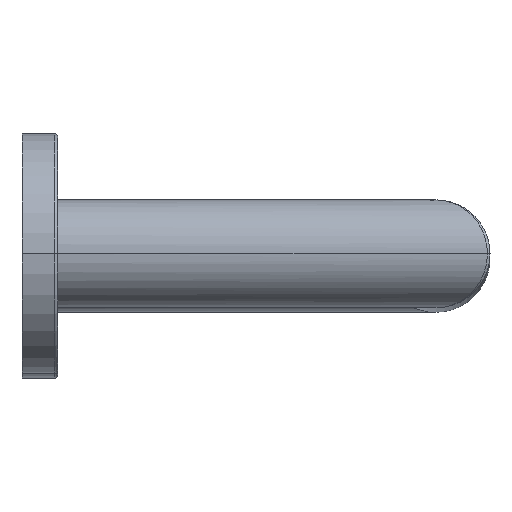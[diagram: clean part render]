
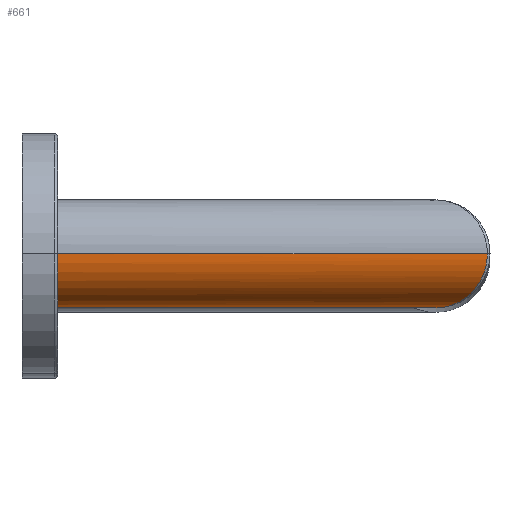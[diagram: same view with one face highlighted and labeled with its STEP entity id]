
A CAD part, top view. The second image highlights one B-rep face of the part: STEP entity #661.
In plain terms, the highlighted cylindrical face has radius 9.995 mm (diameter 19.99 mm), a partial arc.
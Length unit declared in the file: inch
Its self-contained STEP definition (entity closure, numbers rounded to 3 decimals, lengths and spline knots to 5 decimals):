
#7=DIRECTION('',(1.,0.,0.));
#8=VECTOR('',#7,2.3425);
#9=CARTESIAN_POINT('',(0.,0.,8.6065));
#10=LINE('',#9,#8);
#101=CARTESIAN_POINT('',(0.,0.,9.));
#102=DIRECTION('',(1.,0.,0.));
#103=DIRECTION('',(0.,0.,1.));
#104=AXIS2_PLACEMENT_3D('',#101,#102,#103);
#106=DIRECTION('',(1.,0.,0.));
#107=VECTOR('',#106,3.1295);
#108=CARTESIAN_POINT('',(0.,0.,9.3935));
#109=LINE('',#108,#107);
#110=CARTESIAN_POINT('',(3.1295,0.,9.3935));
#111=CARTESIAN_POINT('',(3.1295,-0.00977,9.3935));
#112=CARTESIAN_POINT('',(3.12881,-0.02944,9.39277));
#113=CARTESIAN_POINT('',(3.12563,-0.05908,9.38943));
#114=CARTESIAN_POINT('',(3.12025,-0.08877,9.38376));
#115=CARTESIAN_POINT('',(3.11259,-0.11842,9.37569));
#116=CARTESIAN_POINT('',(3.1025,-0.14805,9.36505));
#117=CARTESIAN_POINT('',(3.08981,-0.17755,9.35168));
#118=CARTESIAN_POINT('',(3.07435,-0.20673,9.3354));
#119=CARTESIAN_POINT('',(3.05595,-0.23536,9.31601));
#120=CARTESIAN_POINT('',(3.03444,-0.26312,9.29335));
#121=CARTESIAN_POINT('',(3.00969,-0.28963,9.26727));
#122=CARTESIAN_POINT('',(2.98163,-0.31441,9.23771));
#123=CARTESIAN_POINT('',(2.95028,-0.33689,9.20468));
#124=CARTESIAN_POINT('',(2.91582,-0.35647,9.16838));
#125=CARTESIAN_POINT('',(2.87859,-0.37252,9.12915));
#126=CARTESIAN_POINT('',(2.83909,-0.38447,9.08754));
#127=CARTESIAN_POINT('',(2.79793,-0.39184,9.04418));
#128=CARTESIAN_POINT('',(2.77005,-0.3935,9.0148));
#129=CARTESIAN_POINT('',(2.756,-0.3935,9.));
#131=CARTESIAN_POINT('',(2.3425,0.,8.6065));
#132=CARTESIAN_POINT('',(2.3425,-0.00946,8.6065));
#133=CARTESIAN_POINT('',(2.34322,-0.02849,8.60718));
#134=CARTESIAN_POINT('',(2.34651,-0.05721,8.61032));
#135=CARTESIAN_POINT('',(2.35211,-0.08603,8.61564));
#136=CARTESIAN_POINT('',(2.36011,-0.11493,8.62325));
#137=CARTESIAN_POINT('',(2.37071,-0.14397,8.63334));
#138=CARTESIAN_POINT('',(2.38411,-0.17304,8.6461));
#139=CARTESIAN_POINT('',(2.40056,-0.20201,8.66176));
#140=CARTESIAN_POINT('',(2.42032,-0.23066,8.68055));
#141=CARTESIAN_POINT('',(2.4436,-0.25866,8.70271));
#142=CARTESIAN_POINT('',(2.47063,-0.28562,8.72844));
#143=CARTESIAN_POINT('',(2.50154,-0.31101,8.75785));
#144=CARTESIAN_POINT('',(2.53635,-0.33424,8.79098));
#145=CARTESIAN_POINT('',(2.5749,-0.35461,8.82766));
#146=CARTESIAN_POINT('',(2.61684,-0.37141,8.86757));
#147=CARTESIAN_POINT('',(2.66159,-0.38398,8.91015));
#148=CARTESIAN_POINT('',(2.70828,-0.39174,8.95459));
#149=CARTESIAN_POINT('',(2.74,-0.3935,8.98477));
#150=CARTESIAN_POINT('',(2.756,-0.3935,9.));
#502=CARTESIAN_POINT('',(2.3425,0.,8.6065));
#503=VERTEX_POINT('',#502);
#506=VERTEX_POINT('',#110);
#507=VERTEX_POINT('',#129);
#542=CARTESIAN_POINT('',(0.,0.,8.6065));
#543=CARTESIAN_POINT('',(0.,0.,9.3935));
#544=VERTEX_POINT('',#542);
#545=VERTEX_POINT('',#543);
#647=CARTESIAN_POINT('',(0.,0.,9.));
#648=DIRECTION('',(1.,0.,0.));
#649=DIRECTION('',(0.,0.,-1.));
#650=AXIS2_PLACEMENT_3D('',#647,#648,#649);
#651=CYLINDRICAL_SURFACE('',#650,0.3935);
#652=ORIENTED_EDGE('',*,*,#576,.F.);
#653=ORIENTED_EDGE('',*,*,#559,.T.);
#655=ORIENTED_EDGE('',*,*,#654,.T.);
#657=ORIENTED_EDGE('',*,*,#656,.F.);
#658=ORIENTED_EDGE('',*,*,#553,.F.);
#659=EDGE_LOOP('',(#652,#653,#655,#657,#658));
#660=FACE_OUTER_BOUND('',#659,.F.);
#661=ADVANCED_FACE('',(#660),#651,.T.);
#105=CIRCLE('',#104,0.3935);
#130=B_SPLINE_CURVE_WITH_KNOTS('',3,(#110,#111,#112,#113,#114,#115,#116,#117,
#118,#119,#120,#121,#122,#123,#124,#125,#126,#127,#128,#129),.UNSPECIFIED.,.F.,
.F.,(4,1,1,1,1,1,1,1,1,1,1,1,1,1,1,1,1,4),(0.,0.05882,
0.11765,0.17647,0.23529,0.29412,
0.35294,0.41176,0.47059,0.52941,
0.58824,0.64706,0.70588,0.76471,
0.82353,0.88235,0.94118,1.),.UNSPECIFIED.);
#151=B_SPLINE_CURVE_WITH_KNOTS('',3,(#131,#132,#133,#134,#135,#136,#137,#138,
#139,#140,#141,#142,#143,#144,#145,#146,#147,#148,#149,#150),.UNSPECIFIED.,.F.,
.F.,(4,1,1,1,1,1,1,1,1,1,1,1,1,1,1,1,1,4),(0.,0.05882,
0.11765,0.17647,0.23529,0.29412,
0.35294,0.41176,0.47059,0.52941,
0.58824,0.64706,0.70588,0.76471,
0.82353,0.88235,0.94118,1.),.UNSPECIFIED.);
#553=EDGE_CURVE('',#544,#503,#10,.T.);
#559=EDGE_CURVE('',#545,#506,#109,.T.);
#576=EDGE_CURVE('',#545,#544,#105,.T.);
#654=EDGE_CURVE('',#506,#507,#130,.T.);
#656=EDGE_CURVE('',#503,#507,#151,.T.);
